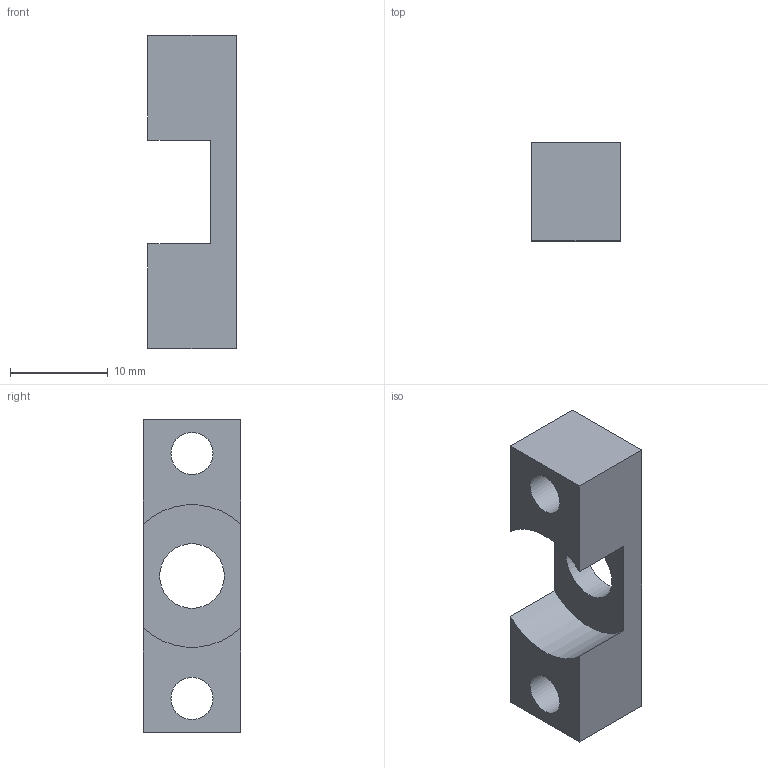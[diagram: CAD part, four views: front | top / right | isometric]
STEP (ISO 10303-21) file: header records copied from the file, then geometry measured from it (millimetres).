
FILE_DESCRIPTION(/* description */ (''),/* implementation_level */ '2;1');
FILE_NAME(/* name */ 'Base position plate holder.stp',/* time_stamp */ '2022-11-07T17:44:50+01:00',/* author */ ('exolab-5mv6l'),/* organization */ (''),/* preprocessor_version */ 'ST-DEVELOPER v18.1',/* originating_system */ 'Autodesk Inventor 2022',/* authorisation */ '');
FILE_SCHEMA (('AUTOMOTIVE_DESIGN { 1 0 10303 214 3 1 1 }'));
Length unit declared in the file: millimetre
Products named in the file (1): Base position plate holder
Bounding box: 9 x 10 x 32 mm (x, y, z)
Volume: 1680.1 mm3; surface area: 1572.8 mm2
Topology: 1 solids, 1 shells, 13 faces, 33 edges, 22 vertices
Faces by surface type: plane 8, cylinder 5
Full cylindrical faces by diameter (mm): 4.3 x2, 6.6 x1
Entity records: 452 total; most frequent: DIRECTION 71, CARTESIAN_POINT 69, ORIENTED_EDGE 66, EDGE_CURVE 33, AXIS2_PLACEMENT_3D 24, LINE 23, VECTOR 23, VERTEX_POINT 22
